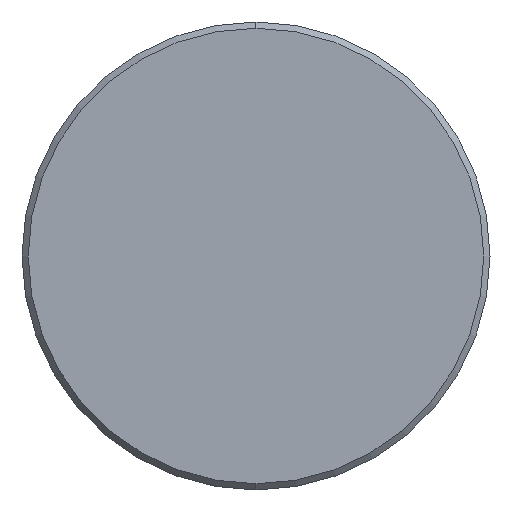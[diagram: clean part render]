
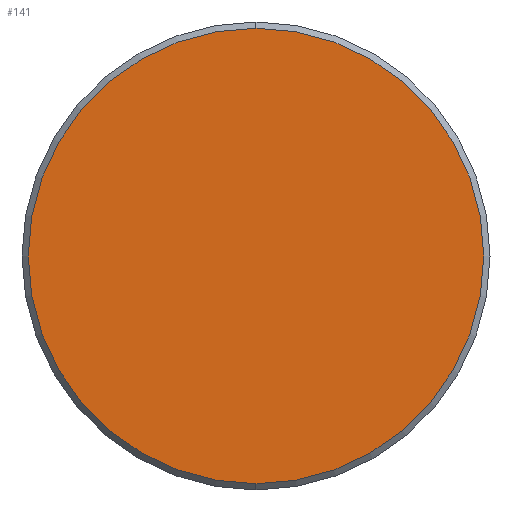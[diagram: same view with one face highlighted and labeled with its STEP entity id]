
A CAD part, left-side view. The second image highlights one B-rep face of the part: STEP entity #141.
In plain terms, the highlighted planar face has unit normal (-1, 0, 0).
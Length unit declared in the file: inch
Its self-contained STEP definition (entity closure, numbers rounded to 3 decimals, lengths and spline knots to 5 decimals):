
#9 = CARTESIAN_POINT ( 'NONE',  ( -6., 0., 0. ) ) ;
#25 = CIRCLE ( 'NONE', #227, 0.365 ) ;
#29 = ORIENTED_EDGE ( 'NONE', *, *, #38, .T. ) ;
#38 = EDGE_CURVE ( 'NONE', #272, #260, #106, .T. ) ;
#68 = AXIS2_PLACEMENT_3D ( 'NONE', #211, #133, #196 ) ;
#77 = DIRECTION ( 'NONE',  ( 0., 0., -1. ) ) ;
#86 = EDGE_CURVE ( 'NONE', #260, #272, #25, .T. ) ;
#106 = CIRCLE ( 'NONE', #218, 0.365 ) ;
#123 = PLANE ( 'NONE',  #68 ) ;
#127 = DIRECTION ( 'NONE',  ( 0., 0., -1. ) ) ;
#133 = DIRECTION ( 'NONE',  ( 1., 0., 0. ) ) ;
#139 = EDGE_LOOP ( 'NONE', ( #265, #29 ) ) ;
#141 = ADVANCED_FACE ( 'NONE', ( #142 ), #123, .F. ) ;
#142 = FACE_OUTER_BOUND ( 'NONE', #139, .T. ) ;
#187 = DIRECTION ( 'NONE',  ( -1., 0., 0. ) ) ;
#196 = DIRECTION ( 'NONE',  ( 0., 0., -1. ) ) ;
#211 = CARTESIAN_POINT ( 'NONE',  ( -6., 0., 0. ) ) ;
#216 = CARTESIAN_POINT ( 'NONE',  ( -6., 0., -0.365 ) ) ;
#218 = AXIS2_PLACEMENT_3D ( 'NONE', #9, #187, #77 ) ;
#227 = AXIS2_PLACEMENT_3D ( 'NONE', #252, #253, #127 ) ;
#252 = CARTESIAN_POINT ( 'NONE',  ( -6., 0., 0. ) ) ;
#253 = DIRECTION ( 'NONE',  ( -1., 0., 0. ) ) ;
#260 = VERTEX_POINT ( 'NONE', #216 ) ;
#265 = ORIENTED_EDGE ( 'NONE', *, *, #86, .T. ) ;
#272 = VERTEX_POINT ( 'NONE', #278 ) ;
#278 = CARTESIAN_POINT ( 'NONE',  ( -6., 0., 0.365 ) ) ;
